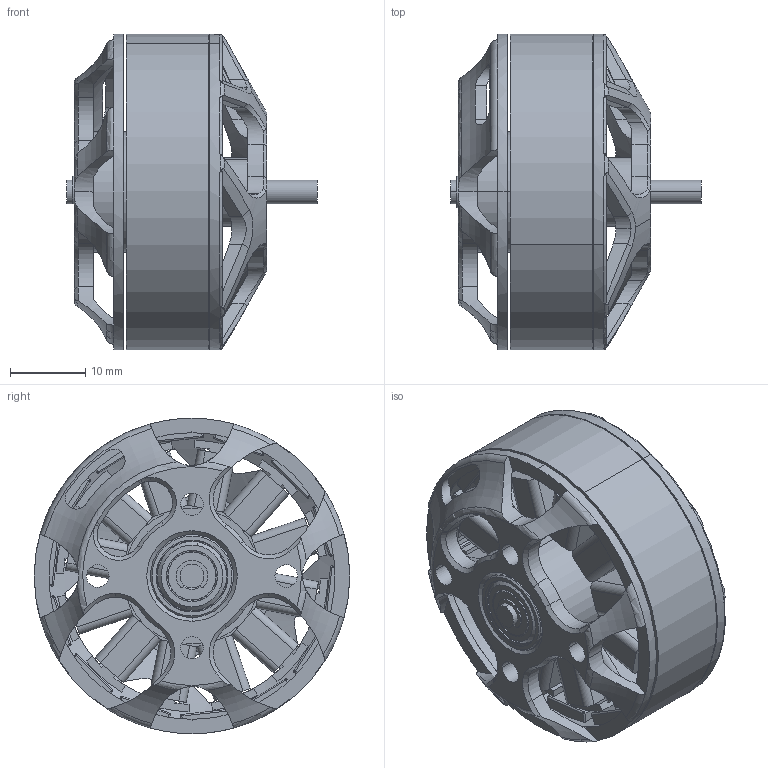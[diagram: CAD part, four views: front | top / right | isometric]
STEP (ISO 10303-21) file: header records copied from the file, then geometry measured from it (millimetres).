
FILE_DESCRIPTION (( 'STEP AP214' ), '1' );
FILE_NAME ('3508_low_res.STEP', '2018-01-08T17:45:49', ( '' ), ( '' ), 'SwSTEP 2.0', 'SolidWorks 2016', '' );
FILE_SCHEMA (( 'AUTOMOTIVE_DESIGN' ));
Length unit declared in the file: millimetre
Products named in the file (7): stator; R1140ZZ bearing; bell; axle; circlip; coil_green_low_res; 3508_low_res
Assembly tree (7 placements, depth 2):
  3508_low_res
    stator
    R1140ZZ bearing  x2
    coil_green_low_res
    bell
    axle
    circlip
Bounding box: 33.2 x 41.8 x 41.8 mm (x, y, z)
Volume: 15169.8 mm3; surface area: 17955.6 mm2
Topology: 33 solids, 33 shells, 1011 faces, 2628 edges, 1627 vertices
Faces by surface type: cylinder 400, plane 333, sphere 100, cone 93, torus 47, bspline 38
Entity records: 38067 total; most frequent: CARTESIAN_POINT 10178, ORIENTED_EDGE 4600, DIRECTION 4589, EDGE_CURVE 2300, AXIS2_PLACEMENT_3D 1776, VERTEX_POINT 1433, VECTOR 1037, LINE 1037
